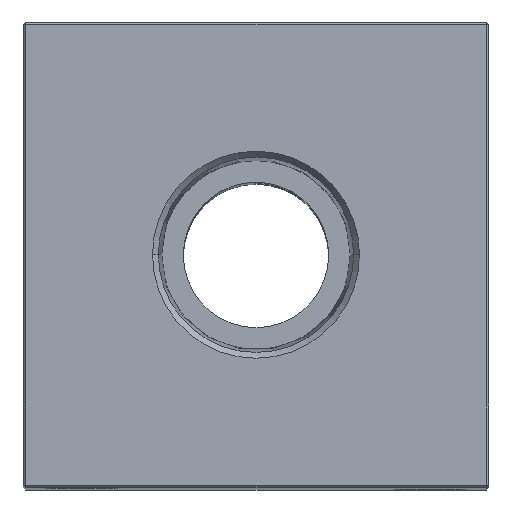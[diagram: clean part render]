
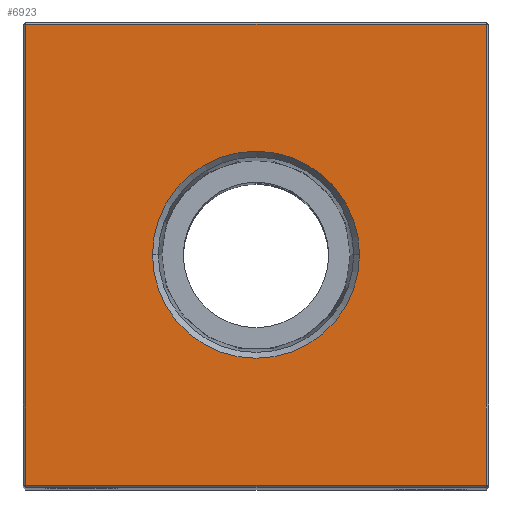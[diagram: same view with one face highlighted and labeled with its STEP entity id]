
A CAD part, top view. The second image highlights one B-rep face of the part: STEP entity #6923.
In plain terms, the highlighted planar face has unit normal (0, 0, 1).
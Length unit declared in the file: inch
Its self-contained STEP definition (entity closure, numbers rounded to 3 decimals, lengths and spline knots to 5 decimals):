
#1061 = LINE ( 'NONE', #11908, #4540 ) ;
#1196 = LINE ( 'NONE', #24510, #6712 ) ;
#1571 = CARTESIAN_POINT ( 'NONE',  ( 0., 0., 6.25 ) ) ;
#1898 = CARTESIAN_POINT ( 'NONE',  ( 0., 0., 6.25 ) ) ;
#2169 = PLANE ( 'NONE',  #19734 ) ;
#4341 = AXIS2_PLACEMENT_3D ( 'NONE', #6173, #22500, #14545 ) ;
#4394 = EDGE_CURVE ( 'NONE', #4765, #13850, #1196, .T. ) ;
#4540 = VECTOR ( 'NONE', #13546, 39.37008 ) ;
#4765 = VERTEX_POINT ( 'NONE', #21402 ) ;
#5445 = VERTEX_POINT ( 'NONE', #23931 ) ;
#6173 = CARTESIAN_POINT ( 'NONE',  ( 0., 0., 6.25 ) ) ;
#6712 = VECTOR ( 'NONE', #16290, 39.37008 ) ;
#6860 = CARTESIAN_POINT ( 'NONE',  ( -0.99, -0.99, 6.25 ) ) ;
#6923 = ADVANCED_FACE ( 'NONE', ( #19155, #16973 ), #2169, .F. ) ;
#6973 = LINE ( 'NONE', #12744, #14383 ) ;
#7732 = EDGE_LOOP ( 'NONE', ( #26467, #16613, #14228, #9750 ) ) ;
#7858 = AXIS2_PLACEMENT_3D ( 'NONE', #1571, #18305, #20091 ) ;
#8043 = VERTEX_POINT ( 'NONE', #6860 ) ;
#8286 = CIRCLE ( 'NONE', #7858, 0.44487 ) ;
#8349 = DIRECTION ( 'NONE',  ( 0., 0., -1. ) ) ;
#8403 = CARTESIAN_POINT ( 'NONE',  ( -0.99, 0.99, 6.25 ) ) ;
#8509 = EDGE_CURVE ( 'NONE', #5445, #12280, #8286, .T. ) ;
#9750 = ORIENTED_EDGE ( 'NONE', *, *, #26975, .T. ) ;
#9752 = CARTESIAN_POINT ( 'NONE',  ( 0., 0.99, 6.25 ) ) ;
#10823 = ORIENTED_EDGE ( 'NONE', *, *, #8509, .F. ) ;
#11228 = EDGE_CURVE ( 'NONE', #22202, #8043, #6973, .T. ) ;
#11675 = LINE ( 'NONE', #9752, #24518 ) ;
#11908 = CARTESIAN_POINT ( 'NONE',  ( 0., -0.99, 6.25 ) ) ;
#12280 = VERTEX_POINT ( 'NONE', #26597 ) ;
#12744 = CARTESIAN_POINT ( 'NONE',  ( -0.99, 0., 6.25 ) ) ;
#13546 = DIRECTION ( 'NONE',  ( 1., 0., 0. ) ) ;
#13850 = VERTEX_POINT ( 'NONE', #21380 ) ;
#14228 = ORIENTED_EDGE ( 'NONE', *, *, #4394, .T. ) ;
#14383 = VECTOR ( 'NONE', #21640, 39.37008 ) ;
#14545 = DIRECTION ( 'NONE',  ( 1., 0., 0. ) ) ;
#16290 = DIRECTION ( 'NONE',  ( 0., 1., 0. ) ) ;
#16613 = ORIENTED_EDGE ( 'NONE', *, *, #18669, .T. ) ;
#16973 = FACE_BOUND ( 'NONE', #23514, .T. ) ;
#18305 = DIRECTION ( 'NONE',  ( 0., 0., 1. ) ) ;
#18669 = EDGE_CURVE ( 'NONE', #8043, #4765, #1061, .T. ) ;
#19155 = FACE_OUTER_BOUND ( 'NONE', #7732, .T. ) ;
#19734 = AXIS2_PLACEMENT_3D ( 'NONE', #1898, #8349, #23137 ) ;
#20091 = DIRECTION ( 'NONE',  ( 1., 0., 0. ) ) ;
#21380 = CARTESIAN_POINT ( 'NONE',  ( 0.99, 0.99, 6.25 ) ) ;
#21402 = CARTESIAN_POINT ( 'NONE',  ( 0.99, -0.99, 6.25 ) ) ;
#21640 = DIRECTION ( 'NONE',  ( 0., -1., 0. ) ) ;
#21928 = ORIENTED_EDGE ( 'NONE', *, *, #23861, .F. ) ;
#22202 = VERTEX_POINT ( 'NONE', #8403 ) ;
#22500 = DIRECTION ( 'NONE',  ( 0., 0., 1. ) ) ;
#23137 = DIRECTION ( 'NONE',  ( -1., 0., 0. ) ) ;
#23514 = EDGE_LOOP ( 'NONE', ( #10823, #21928 ) ) ;
#23861 = EDGE_CURVE ( 'NONE', #12280, #5445, #24904, .T. ) ;
#23931 = CARTESIAN_POINT ( 'NONE',  ( 0.44487, 0., 6.25 ) ) ;
#24510 = CARTESIAN_POINT ( 'NONE',  ( 0.99, 0., 6.25 ) ) ;
#24518 = VECTOR ( 'NONE', #26469, 39.37008 ) ;
#24904 = CIRCLE ( 'NONE', #4341, 0.44487 ) ;
#26467 = ORIENTED_EDGE ( 'NONE', *, *, #11228, .T. ) ;
#26469 = DIRECTION ( 'NONE',  ( -1., 0., 0. ) ) ;
#26597 = CARTESIAN_POINT ( 'NONE',  ( -0.44487, 0., 6.25 ) ) ;
#26975 = EDGE_CURVE ( 'NONE', #13850, #22202, #11675, .T. ) ;
